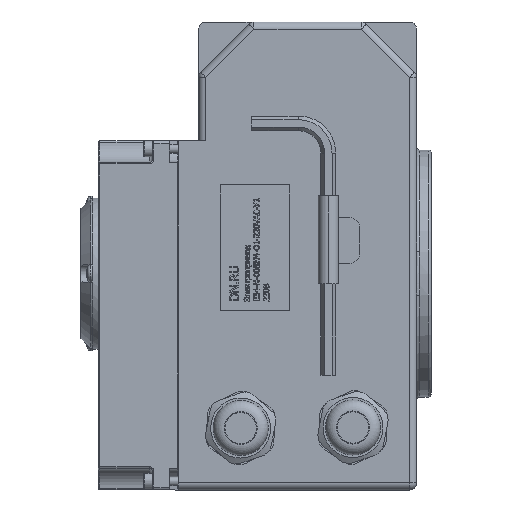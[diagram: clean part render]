
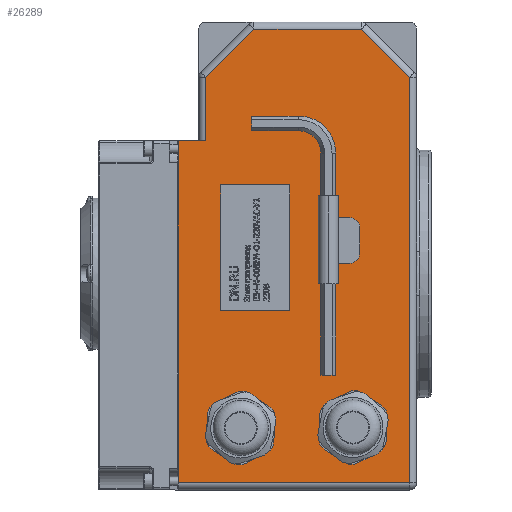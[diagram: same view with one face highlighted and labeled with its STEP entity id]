
A CAD part, left-side view. The second image highlights one B-rep face of the part: STEP entity #26289.
In plain terms, the highlighted planar face has unit normal (-1, 0, 0).
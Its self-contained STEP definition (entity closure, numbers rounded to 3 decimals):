
#298=FACE_BOUND('',#5020,.T.);
#958=PLANE('',#27937);
#3528=FACE_OUTER_BOUND('',#5019,.T.);
#5019=EDGE_LOOP('',(#22755,#22756,#22757,#22758,#22759,#22760,#22761,#22762));
#5020=EDGE_LOOP('',(#22763,#22764,#22765,#22766));
#6493=LINE('',#42941,#8701);
#6496=LINE('',#42946,#8704);
#6498=LINE('',#42950,#8706);
#6500=LINE('',#42953,#8708);
#6595=LINE('',#43958,#8803);
#6599=LINE('',#43971,#8807);
#6670=LINE('',#44237,#8878);
#6853=LINE('',#44993,#9061);
#6855=LINE('',#45002,#9063);
#6856=LINE('',#45010,#9064);
#6857=LINE('',#45019,#9065);
#6861=LINE('',#45030,#9069);
#8701=VECTOR('',#30471,10.);
#8704=VECTOR('',#30476,10.);
#8706=VECTOR('',#30480,10.);
#8708=VECTOR('',#30484,10.);
#8803=VECTOR('',#31055,10.);
#8807=VECTOR('',#31067,10.);
#8878=VECTOR('',#31270,10.);
#9061=VECTOR('',#31841,10.);
#9063=VECTOR('',#31853,10.);
#9064=VECTOR('',#31864,10.);
#9065=VECTOR('',#31879,10.);
#9069=VECTOR('',#31895,10.);
#11535=VERTEX_POINT('',#42939);
#11536=VERTEX_POINT('',#42940);
#11537=VERTEX_POINT('',#42945);
#11538=VERTEX_POINT('',#42949);
#11679=VERTEX_POINT('',#43955);
#11680=VERTEX_POINT('',#43957);
#11685=VERTEX_POINT('',#43969);
#11768=VERTEX_POINT('',#44234);
#11769=VERTEX_POINT('',#44236);
#12012=VERTEX_POINT('',#44989);
#12014=VERTEX_POINT('',#44997);
#12016=VERTEX_POINT('',#45006);
#14557=EDGE_CURVE('',#11535,#11536,#6493,.T.);
#14560=EDGE_CURVE('',#11536,#11537,#6496,.T.);
#14562=EDGE_CURVE('',#11537,#11538,#6498,.T.);
#14564=EDGE_CURVE('',#11538,#11535,#6500,.T.);
#14824=EDGE_CURVE('',#11680,#11679,#6595,.T.);
#14831=EDGE_CURVE('',#11685,#11679,#6599,.T.);
#14942=EDGE_CURVE('',#11768,#11769,#6670,.T.);
#15270=EDGE_CURVE('',#11680,#12012,#6853,.T.);
#15275=EDGE_CURVE('',#12012,#12014,#6855,.T.);
#15279=EDGE_CURVE('',#12014,#12016,#6856,.T.);
#15284=EDGE_CURVE('',#11769,#11685,#6857,.T.);
#15290=EDGE_CURVE('',#12016,#11768,#6861,.T.);
#22755=ORIENTED_EDGE('',*,*,#14824,.T.);
#22756=ORIENTED_EDGE('',*,*,#14831,.F.);
#22757=ORIENTED_EDGE('',*,*,#15284,.F.);
#22758=ORIENTED_EDGE('',*,*,#14942,.F.);
#22759=ORIENTED_EDGE('',*,*,#15290,.F.);
#22760=ORIENTED_EDGE('',*,*,#15279,.F.);
#22761=ORIENTED_EDGE('',*,*,#15275,.F.);
#22762=ORIENTED_EDGE('',*,*,#15270,.F.);
#22763=ORIENTED_EDGE('',*,*,#14557,.T.);
#22764=ORIENTED_EDGE('',*,*,#14560,.T.);
#22765=ORIENTED_EDGE('',*,*,#14562,.T.);
#22766=ORIENTED_EDGE('',*,*,#14564,.T.);
#26289=ADVANCED_FACE('',(#3528,#298),#958,.F.);
#27937=AXIS2_PLACEMENT_3D('',#47084,#32867,#32868);
#30471=DIRECTION('',(0.,1.,0.));
#30476=DIRECTION('',(0.,0.,1.));
#30480=DIRECTION('',(0.,-1.,0.));
#30484=DIRECTION('',(0.,0.,-1.));
#31055=DIRECTION('',(0.,1.,0.));
#31067=DIRECTION('',(0.,0.,1.));
#31270=DIRECTION('',(0.,0.,-1.));
#31841=DIRECTION('',(0.,0.,1.));
#31853=DIRECTION('',(0.,-0.707,0.707));
#31864=DIRECTION('',(0.,-1.,0.));
#31879=DIRECTION('',(0.,1.,0.));
#31895=DIRECTION('',(0.,-0.707,-0.707));
#32867=DIRECTION('center_axis',(1.,0.,0.));
#32868=DIRECTION('ref_axis',(0.,0.,-1.));
#42939=CARTESIAN_POINT('',(0.,6.101,-18.847));
#42940=CARTESIAN_POINT('',(0.,29.85,-18.847));
#42941=CARTESIAN_POINT('',(0.,14.925,-18.847));
#42945=CARTESIAN_POINT('',(0.,29.85,24.445));
#42946=CARTESIAN_POINT('',(0.,29.85,12.223));
#42949=CARTESIAN_POINT('',(0.,6.101,24.445));
#42950=CARTESIAN_POINT('',(0.,3.05,24.445));
#42953=CARTESIAN_POINT('',(0.,6.101,-9.423));
#43955=CARTESIAN_POINT('',(0.,44.5,39.645));
#43957=CARTESIAN_POINT('',(0.,35.,39.645));
#43958=CARTESIAN_POINT('',(0.,37.5,39.645));
#43969=CARTESIAN_POINT('',(0.,44.5,-78.));
#43971=CARTESIAN_POINT('',(0.,44.5,-80.5));
#44234=CARTESIAN_POINT('',(0.,-35.,61.464));
#44236=CARTESIAN_POINT('',(0.,-35.,-78.));
#44237=CARTESIAN_POINT('',(0.,-35.,31.25));
#44989=CARTESIAN_POINT('',(0.,35.,61.464));
#44993=CARTESIAN_POINT('',(0.,35.,-40.25));
#44997=CARTESIAN_POINT('',(0.,18.464,78.));
#45002=CARTESIAN_POINT('',(0.,41.982,54.482));
#45006=CARTESIAN_POINT('',(0.,-18.464,78.));
#45010=CARTESIAN_POINT('',(0.,9.75,78.));
#45019=CARTESIAN_POINT('',(0.,-18.75,-78.));
#45030=CARTESIAN_POINT('',(0.,-32.982,63.482));
#47084=CARTESIAN_POINT('Origin',(0.,0.,0.));
